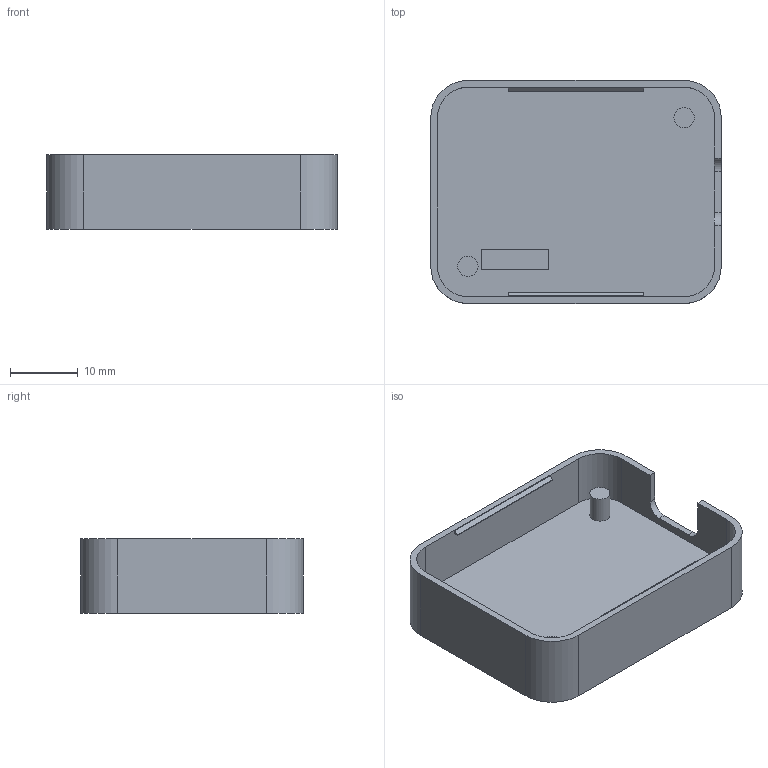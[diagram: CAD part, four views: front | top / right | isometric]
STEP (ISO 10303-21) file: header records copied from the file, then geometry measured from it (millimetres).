
FILE_DESCRIPTION(('FreeCAD Model'),'2;1');
FILE_NAME('Open CASCADE Shape Model','2025-11-16T09:47:13',(''),(''), 'Open CASCADE STEP processor 7.8','FreeCAD','Unknown');
FILE_SCHEMA(('AUTOMOTIVE_DESIGN { 1 0 10303 214 1 1 1 1 }'));
Length unit declared in the file: millimetre
Products named in the file (6): VOCaware_housing; housing_bottom; snap_bot_Chamfer; snap_top_Chamfer; m3_pole_tr; m3_pole_bl
Assembly tree (5 placements, depth 2):
  VOCaware_housing
    housing_bottom
    snap_bot_Chamfer
    snap_top_Chamfer
    m3_pole_tr
    m3_pole_bl
Bounding box: 43 x 33 x 11 mm (x, y, z)
Volume: 5151.7 mm3; surface area: 5625.8 mm2
Topology: 5 solids, 5 shells, 53 faces, 120 edges, 80 vertices
Faces by surface type: plane 39, cylinder 14
Full cylindrical faces by diameter (mm): 3 x2, 5.25 x2
Entity records: 3192 total; most frequent: CARTESIAN_POINT 511, DIRECTION 504, LINE 304, VECTOR 304, ORIENTED_EDGE 240, PCURVE 240, DEFINITIONAL_REPRESENTATION 240, EDGE_CURVE 120
